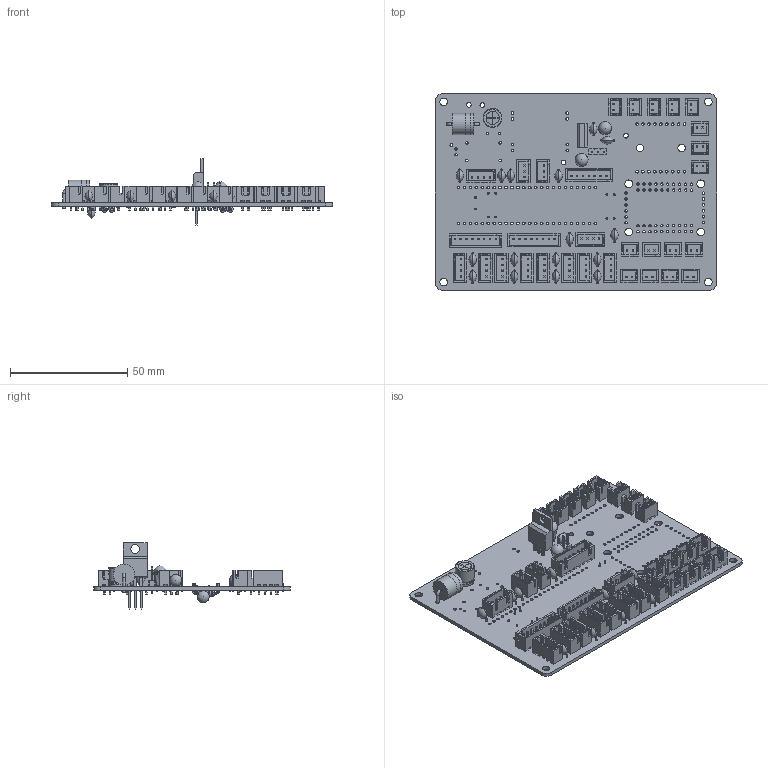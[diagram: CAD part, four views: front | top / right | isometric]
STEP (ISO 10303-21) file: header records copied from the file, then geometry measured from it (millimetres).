
FILE_DESCRIPTION(('KiCad electronic assembly'),'2;1');
FILE_NAME('2025_Animation_Controller_Board_V1.step', '2026-01-10T10:03:04',('Pcbnew'),('Kicad'), 'Open CASCADE STEP processor 7.9','KiCad to STEP converter','Unknown' );
FILE_SCHEMA(('AUTOMOTIVE_DESIGN { 1 0 10303 214 1 1 1 1 }'));
Length unit declared in the file: millimetre
Products named in the file (14): 2025_Animation_Controller_Board_V1 1; JST_XH_B2B-XH-A_1x02_P2.50mm_Vertical; JST_XH_B4B-XH-A_1x04_P2.50mm_Vertical; CP_Radial_Tantal_D5.5mm_P2.50mm; C_Disc_D5.1mm_W3.2mm_P5.00mm; JST_XH_B7B-XH-A_1x07_P2.50mm_Vertical; JST_XH_B3B-XH-A_1x03_P2.50mm_Vertical; TO-220-3_Vertical; JST_XH_B8B-XH-A_1x08_P2.50mm_Vertical; D_P600_R-6_P12.70mm_Horizontal; CP_Radial_D8.0mm_P3.50mm; PinHeader_1x03_P2.54mm_Vertical; R_Axial_DIN0207_L6.3mm_D2.5mm_P10.16mm_Horizontal; 2025_Animation_Controller_PCB
Assembly tree (59 placements, depth 2):
  2025_Animation_Controller_Board_V1 1
    JST_XH_B2B-XH-A_1x02_P2.50mm_Vertical  x16
    JST_XH_B4B-XH-A_1x04_P2.50mm_Vertical  x10
    CP_Radial_Tantal_D5.5mm_P2.50mm  x2
    C_Disc_D5.1mm_W3.2mm_P5.00mm  x17
    JST_XH_B7B-XH-A_1x07_P2.50mm_Vertical
    JST_XH_B3B-XH-A_1x03_P2.50mm_Vertical  x2
    TO-220-3_Vertical
    JST_XH_B8B-XH-A_1x08_P2.50mm_Vertical  x2
    D_P600_R-6_P12.70mm_Horizontal
    CP_Radial_D8.0mm_P3.50mm
    PinHeader_1x03_P2.54mm_Vertical
    R_Axial_DIN0207_L6.3mm_D2.5mm_P10.16mm_Horizontal  x4
    2025_Animation_Controller_PCB
Bounding box: 120 x 84 x 28.52 mm (x, y, z)
Volume: 23885.4 mm3; surface area: 41879.3 mm2
Topology: 59 solids, 60 shells, 4628 faces, 12149 edges, 7840 vertices
Faces by surface type: plane 3905, cylinder 597, sphere 40, revolution 40, torus 24, bspline 22
Full cylindrical faces by diameter (mm): 0.5 x74, 0.6 x16, 0.8 x48, 0.95 x69, 1 x39, 1.016 x52, 1.1 x81, 1.2 x1, 1.3 x4, 1.6 x2, 2 x4, 2.25 x4, 2.5 x8, 3.2 x6, 3.302 x4, 3.735 x1, 9.1 x2, 9.12 x1
Entity records: 56322 total; most frequent: CARTESIAN_POINT 11890, ORIENTED_EDGE 7390, DIRECTION 7283, EDGE_CURVE 3695, LINE 2773, VECTOR 2773, VERTEX_POINT 2394, AXIS2_PLACEMENT_3D 2251
